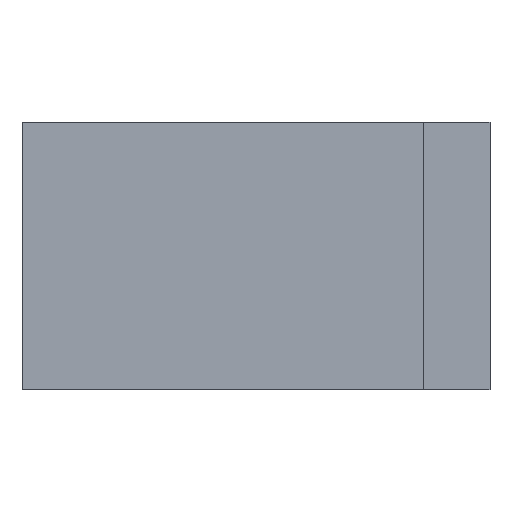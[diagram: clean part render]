
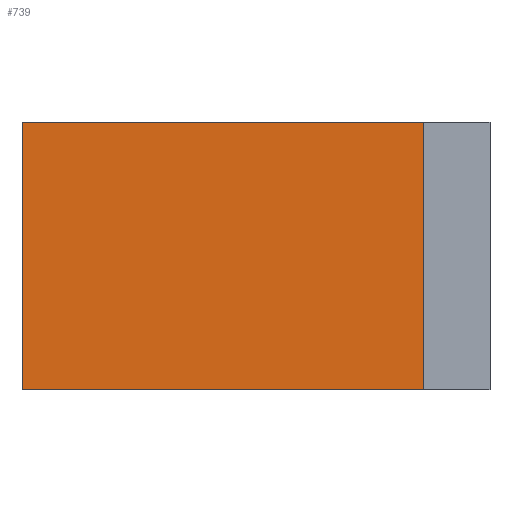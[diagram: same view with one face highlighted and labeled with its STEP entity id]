
A CAD part, left-side view. The second image highlights one B-rep face of the part: STEP entity #739.
In plain terms, the highlighted planar face has unit normal (-1, 0, 0).
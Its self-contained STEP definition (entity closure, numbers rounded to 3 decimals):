
#8 = VERTEX_POINT ( 'NONE', #382 ) ;
#39 = LINE ( 'NONE', #745, #157 ) ;
#78 = ORIENTED_EDGE ( 'NONE', *, *, #609, .F. ) ;
#107 = VECTOR ( 'NONE', #313, 1000. ) ;
#155 = EDGE_CURVE ( 'NONE', #570, #168, #39, .T. ) ;
#157 = VECTOR ( 'NONE', #540, 1000. ) ;
#168 = VERTEX_POINT ( 'NONE', #254 ) ;
#195 = PLANE ( 'NONE',  #541 ) ;
#215 = EDGE_LOOP ( 'NONE', ( #657, #718, #78, #479 ) ) ;
#254 = CARTESIAN_POINT ( 'NONE',  ( 0., 12., 0. ) ) ;
#292 = VECTOR ( 'NONE', #599, 1000. ) ;
#301 = LINE ( 'NONE', #667, #107 ) ;
#313 = DIRECTION ( 'NONE',  ( 0., 0., -1. ) ) ;
#382 = CARTESIAN_POINT ( 'NONE',  ( 0., 0., 0. ) ) ;
#406 = LINE ( 'NONE', #592, #292 ) ;
#461 = EDGE_CURVE ( 'NONE', #168, #8, #406, .T. ) ;
#479 = ORIENTED_EDGE ( 'NONE', *, *, #155, .T. ) ;
#506 = EDGE_CURVE ( 'NONE', #803, #8, #301, .T. ) ;
#540 = DIRECTION ( 'NONE',  ( 0., 0., -1. ) ) ;
#541 = AXIS2_PLACEMENT_3D ( 'NONE', #785, #552, #909 ) ;
#549 = CARTESIAN_POINT ( 'NONE',  ( 0., 0., 8. ) ) ;
#552 = DIRECTION ( 'NONE',  ( 1., 0., 0. ) ) ;
#556 = FACE_OUTER_BOUND ( 'NONE', #215, .T. ) ;
#570 = VERTEX_POINT ( 'NONE', #902 ) ;
#592 = CARTESIAN_POINT ( 'NONE',  ( 0., 0., 0. ) ) ;
#599 = DIRECTION ( 'NONE',  ( 0., -1., 0. ) ) ;
#609 = EDGE_CURVE ( 'NONE', #570, #803, #702, .T. ) ;
#657 = ORIENTED_EDGE ( 'NONE', *, *, #461, .T. ) ;
#667 = CARTESIAN_POINT ( 'NONE',  ( 0., 0., 8. ) ) ;
#687 = CARTESIAN_POINT ( 'NONE',  ( 0., 0., 8. ) ) ;
#702 = LINE ( 'NONE', #687, #868 ) ;
#718 = ORIENTED_EDGE ( 'NONE', *, *, #506, .F. ) ;
#739 = ADVANCED_FACE ( 'NONE', ( #556 ), #195, .F. ) ;
#745 = CARTESIAN_POINT ( 'NONE',  ( 0., 12., 8. ) ) ;
#760 = DIRECTION ( 'NONE',  ( 0., -1., 0. ) ) ;
#785 = CARTESIAN_POINT ( 'NONE',  ( 0., 0., 8. ) ) ;
#803 = VERTEX_POINT ( 'NONE', #549 ) ;
#868 = VECTOR ( 'NONE', #760, 1000. ) ;
#902 = CARTESIAN_POINT ( 'NONE',  ( 0., 12., 8. ) ) ;
#909 = DIRECTION ( 'NONE',  ( 0., 0., -1. ) ) ;
